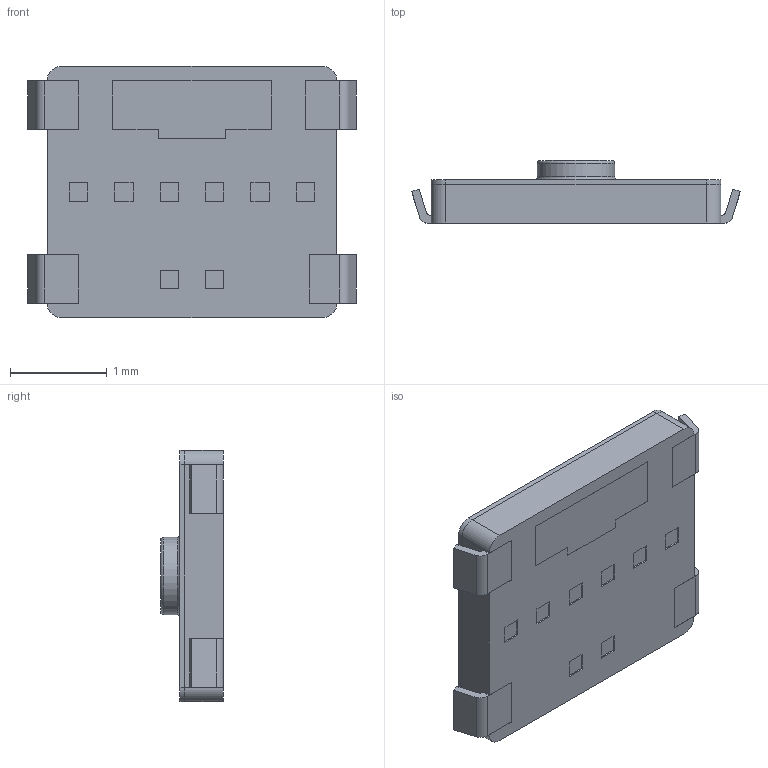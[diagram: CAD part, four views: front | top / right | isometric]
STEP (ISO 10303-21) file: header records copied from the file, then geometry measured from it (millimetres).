
FILE_DESCRIPTION(/* description */ (''),/* implementation_level */ '2;1');
FILE_NAME(/* name */ 'TL3701AFxxxQG.stp',/* time_stamp */ '2020-06-12T13:49:36-05:00',/* author */ ('mwilliams'),/* organization */ (''),/* preprocessor_version */ 'ST-DEVELOPER v18',/* originating_system */ 'Autodesk Inventor 2020',/* authorisation */ '');
FILE_SCHEMA (('AUTOMOTIVE_DESIGN { 1 0 10303 214 3 1 1 }'));
Length unit declared in the file: inch
Products named in the file (1): N370012_Shrinkwrap_1
Bounding box: 3.4 x 0.65 x 2.6 mm (x, y, z)
Volume: 3 mm3; surface area: 48.3 mm2
Topology: 3 solids, 3 shells, 154 faces, 394 edges, 264 vertices
Faces by surface type: plane 124, cylinder 24, torus 4, sphere 2
Full cylindrical faces by diameter (mm): 0.6 x1, 0.75 x1, 0.8 x1, 2.1 x1
Entity records: 4869 total; most frequent: CARTESIAN_POINT 813, ORIENTED_EDGE 788, DIRECTION 772, EDGE_CURVE 394, LINE 326, VECTOR 326, VERTEX_POINT 264, AXIS2_PLACEMENT_3D 223
